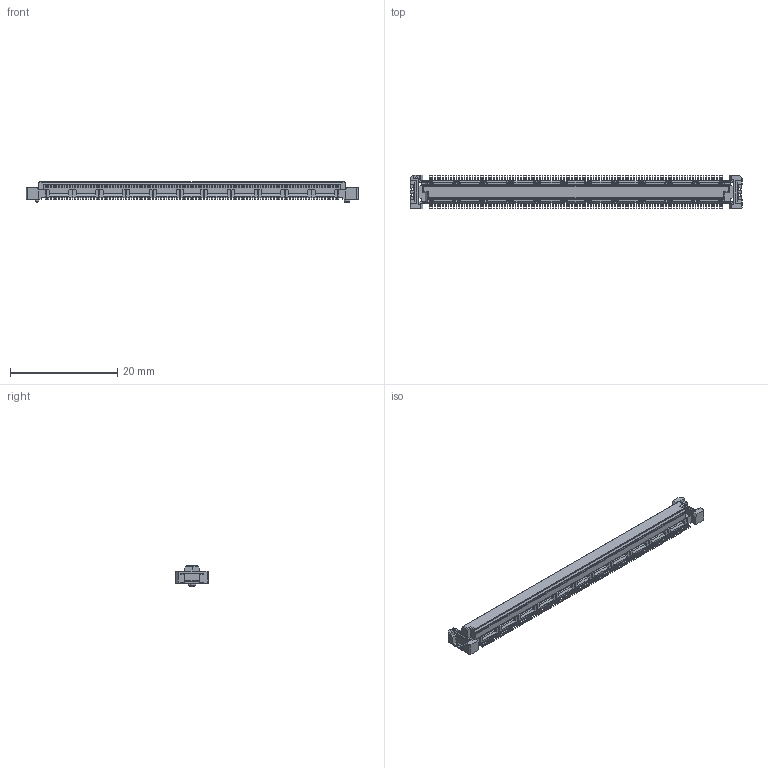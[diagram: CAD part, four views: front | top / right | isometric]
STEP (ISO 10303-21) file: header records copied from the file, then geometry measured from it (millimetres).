
FILE_DESCRIPTION((''),'2;1');
FILE_NAME('C-3-6318490-6','2017-12-14T',('workeradm'),('TE Connectivity Ltd.'),'CREO PARAMETRIC BY PTC INC, 2016050','CREO PARAMETRIC BY PTC INC, 2016050','');
FILE_SCHEMA(('AUTOMOTIVE_DESIGN { 1 0 10303 214 1 1 1 1 }'));
Products named in the file (1): C-3-6318490-6
Bounding box: 61.8 x 6.2 x 3.85 mm (x, y, z)
Volume: 571.7 mm3; surface area: 1350.4 mm2
Topology: 1 solids, 1 shells, 4403 faces, 12514 edges, 8328 vertices
Faces by surface type: plane 4153, cylinder 246, cone 4
Entity records: 140499 total; most frequent: CARTESIAN_POINT 25270, ORIENTED_EDGE 25028, DIRECTION 21810, EDGE_CURVE 12514, VECTOR 12012, LINE 12012, VERTEX_POINT 8328, AXIS2_PLACEMENT_3D 4899
